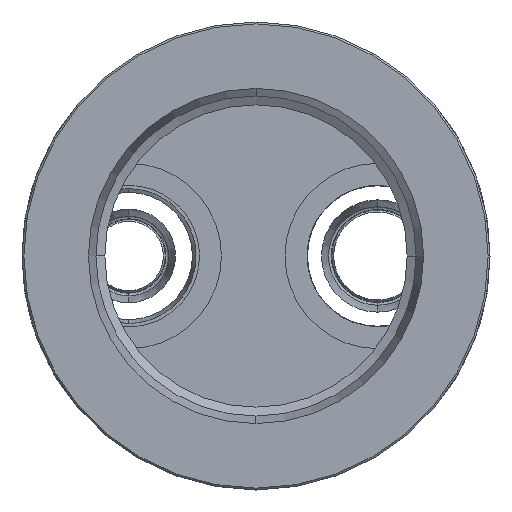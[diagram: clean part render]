
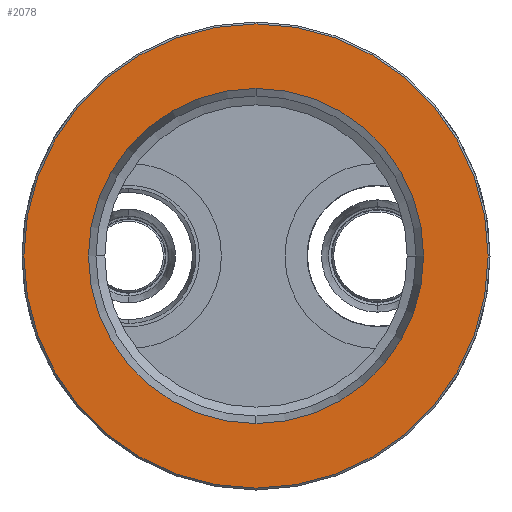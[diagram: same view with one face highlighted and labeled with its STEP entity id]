
A CAD part, left-side view. The second image highlights one B-rep face of the part: STEP entity #2078.
In plain terms, the highlighted planar face has unit normal (-1, 0, 0).
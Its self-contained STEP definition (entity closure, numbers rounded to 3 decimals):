
#120 = DIRECTION ( 'NONE',  ( 1., 0., 0. ) ) ;
#480 = DIRECTION ( 'NONE',  ( -1., 0., 0. ) ) ;
#505 = PLANE ( 'NONE',  #3510 ) ;
#523 = DIRECTION ( 'NONE',  ( 0., 0., 1. ) ) ;
#524 = ORIENTED_EDGE ( 'NONE', *, *, #2077, .F. ) ;
#539 = EDGE_CURVE ( 'NONE', #4326, #1942, #3906, .T. ) ;
#541 = CARTESIAN_POINT ( 'NONE',  ( 0., 0., 0. ) ) ;
#662 = AXIS2_PLACEMENT_3D ( 'NONE', #3021, #3543, #2339 ) ;
#715 = CIRCLE ( 'NONE', #3318, 12.4 ) ;
#918 = DIRECTION ( 'NONE',  ( 0., 0., -1. ) ) ;
#931 = DIRECTION ( 'NONE',  ( 0., 0., -1. ) ) ;
#1221 = AXIS2_PLACEMENT_3D ( 'NONE', #2729, #4648, #2066 ) ;
#1414 = EDGE_LOOP ( 'NONE', ( #4718, #3527 ) ) ;
#1466 = CARTESIAN_POINT ( 'NONE',  ( 0., 0., -8.95 ) ) ;
#1570 = CARTESIAN_POINT ( 'NONE',  ( 0., 0., 0. ) ) ;
#1695 = DIRECTION ( 'NONE',  ( 1., 0., 0. ) ) ;
#1942 = VERTEX_POINT ( 'NONE', #1466 ) ;
#1973 = CARTESIAN_POINT ( 'NONE',  ( 0., 0., 8.95 ) ) ;
#2066 = DIRECTION ( 'NONE',  ( 0., 0., -1. ) ) ;
#2077 = EDGE_CURVE ( 'NONE', #5130, #3988, #715, .T. ) ;
#2078 = ADVANCED_FACE ( 'NONE', ( #5231, #3313 ), #505, .F. ) ;
#2339 = DIRECTION ( 'NONE',  ( 0., 0., 1. ) ) ;
#2583 = CIRCLE ( 'NONE', #1221, 12.4 ) ;
#2633 = EDGE_CURVE ( 'NONE', #3988, #5130, #2583, .T. ) ;
#2729 = CARTESIAN_POINT ( 'NONE',  ( 0., 0., 0. ) ) ;
#3021 = CARTESIAN_POINT ( 'NONE',  ( 0., 0., 0. ) ) ;
#3196 = EDGE_LOOP ( 'NONE', ( #524, #4423 ) ) ;
#3313 = FACE_OUTER_BOUND ( 'NONE', #3196, .T. ) ;
#3318 = AXIS2_PLACEMENT_3D ( 'NONE', #1570, #120, #931 ) ;
#3510 = AXIS2_PLACEMENT_3D ( 'NONE', #3836, #1695, #918 ) ;
#3527 = ORIENTED_EDGE ( 'NONE', *, *, #4700, .F. ) ;
#3543 = DIRECTION ( 'NONE',  ( -1., 0., 0. ) ) ;
#3628 = CARTESIAN_POINT ( 'NONE',  ( 0., 0., 12.4 ) ) ;
#3762 = AXIS2_PLACEMENT_3D ( 'NONE', #541, #480, #523 ) ;
#3836 = CARTESIAN_POINT ( 'NONE',  ( 0., 0., 0. ) ) ;
#3906 = CIRCLE ( 'NONE', #662, 8.95 ) ;
#3988 = VERTEX_POINT ( 'NONE', #3628 ) ;
#4326 = VERTEX_POINT ( 'NONE', #1973 ) ;
#4423 = ORIENTED_EDGE ( 'NONE', *, *, #2633, .F. ) ;
#4479 = CARTESIAN_POINT ( 'NONE',  ( 0., 0., -12.4 ) ) ;
#4648 = DIRECTION ( 'NONE',  ( 1., 0., 0. ) ) ;
#4700 = EDGE_CURVE ( 'NONE', #1942, #4326, #4847, .T. ) ;
#4718 = ORIENTED_EDGE ( 'NONE', *, *, #539, .F. ) ;
#4847 = CIRCLE ( 'NONE', #3762, 8.95 ) ;
#5130 = VERTEX_POINT ( 'NONE', #4479 ) ;
#5231 = FACE_BOUND ( 'NONE', #1414, .T. ) ;
